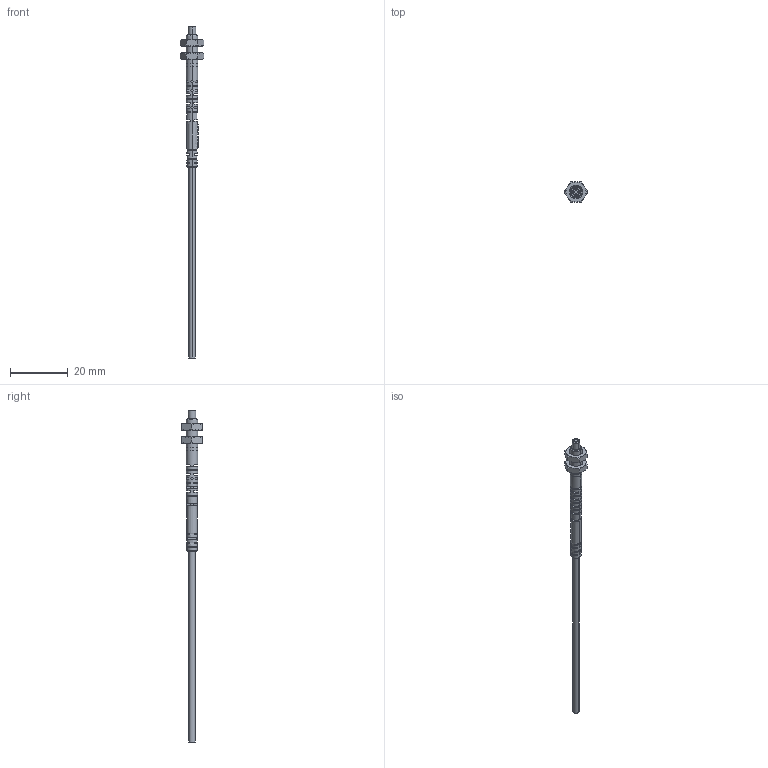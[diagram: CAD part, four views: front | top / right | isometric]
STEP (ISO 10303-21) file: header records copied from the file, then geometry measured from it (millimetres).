
FILE_DESCRIPTION((''),'2;1');
FILE_NAME('CAD2444_SW0001','2016-09-14T',('cmozuch'),(''),'PRO/ENGINEER BY PARAMETRIC TECHNOLOGY CORPORATION, 2015440','PRO/ENGINEER BY PARAMETRIC TECHNOLOGY CORPORATION, 2015440','');
FILE_SCHEMA(('CONFIG_CONTROL_DESIGN'));
Length unit declared in the file: millimetre
Products named in the file (1): CAD2444_SW0001
Bounding box: 8.08 x 7 x 115.04 mm (x, y, z)
Volume: 887.6 mm3; surface area: 1401.9 mm2
Topology: 1 solids, 1 shells, 236 faces, 541 edges, 338 vertices
Faces by surface type: plane 99, cylinder 90, cone 43, extrusion 4
Entity records: 11398 total; most frequent: CARTESIAN_POINT 4536, ORIENTED_EDGE 1082, DIRECTION 997, EDGE_CURVE 541, AXIS2_PLACEMENT_3D 402, VERTEX_POINT 338, EDGE_LOOP 267, PRESENTATION_STYLE_ASSIGNMENT 239
